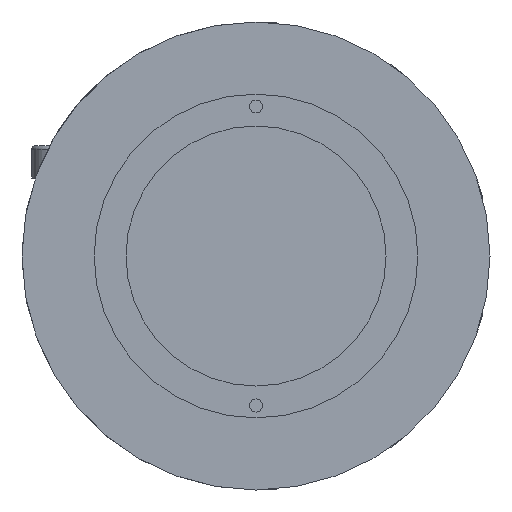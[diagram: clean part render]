
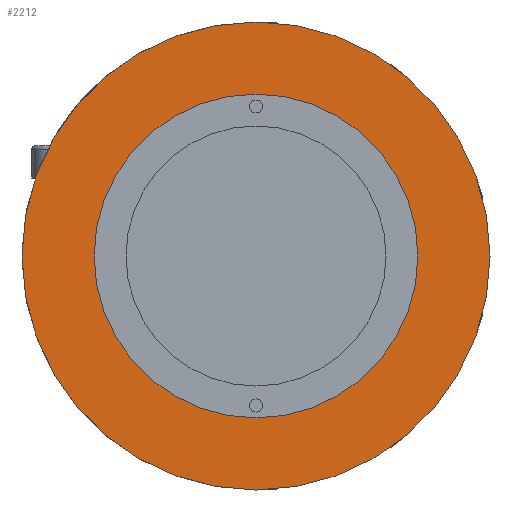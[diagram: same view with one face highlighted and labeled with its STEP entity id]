
A CAD part, left-side view. The second image highlights one B-rep face of the part: STEP entity #2212.
In plain terms, the highlighted planar face has unit normal (-1, 0, 0).
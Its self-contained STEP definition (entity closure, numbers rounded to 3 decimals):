
#7 = ORIENTED_EDGE ( 'NONE', *, *, #3018, .F. ) ;
#43 = DIRECTION ( 'NONE',  ( 0., 0., 1. ) ) ;
#103 = AXIS2_PLACEMENT_3D ( 'NONE', #2506, #1095, #1669 ) ;
#228 = EDGE_LOOP ( 'NONE', ( #1200, #2357 ) ) ;
#245 = AXIS2_PLACEMENT_3D ( 'NONE', #2263, #696, #43 ) ;
#320 = CARTESIAN_POINT ( 'NONE',  ( 0., 18., 0. ) ) ;
#331 = PLANE ( 'NONE',  #1317 ) ;
#567 = DIRECTION ( 'NONE',  ( 0., 0., -1. ) ) ;
#696 = DIRECTION ( 'NONE',  ( -1., 0., 0. ) ) ;
#843 = CARTESIAN_POINT ( 'NONE',  ( 0., 0., 0. ) ) ;
#924 = VERTEX_POINT ( 'NONE', #2330 ) ;
#1061 = EDGE_CURVE ( 'NONE', #2386, #3014, #1702, .T. ) ;
#1072 = DIRECTION ( 'NONE',  ( -1., 0., 0. ) ) ;
#1078 = DIRECTION ( 'NONE',  ( 0., 0., 1. ) ) ;
#1088 = AXIS2_PLACEMENT_3D ( 'NONE', #843, #2497, #1078 ) ;
#1095 = DIRECTION ( 'NONE',  ( -1., 0., 0. ) ) ;
#1200 = ORIENTED_EDGE ( 'NONE', *, *, #2819, .T. ) ;
#1317 = AXIS2_PLACEMENT_3D ( 'NONE', #320, #2000, #567 ) ;
#1531 = CIRCLE ( 'NONE', #2676, 12.45 ) ;
#1651 = ORIENTED_EDGE ( 'NONE', *, *, #1061, .F. ) ;
#1669 = DIRECTION ( 'NONE',  ( 0., 0., 1. ) ) ;
#1702 = CIRCLE ( 'NONE', #245, 12.45 ) ;
#1792 = FACE_BOUND ( 'NONE', #2571, .T. ) ;
#1823 = CARTESIAN_POINT ( 'NONE',  ( 0., 0., -18. ) ) ;
#1897 = EDGE_CURVE ( 'NONE', #1977, #924, #2298, .T. ) ;
#1977 = VERTEX_POINT ( 'NONE', #1823 ) ;
#2000 = DIRECTION ( 'NONE',  ( 1., 0., 0. ) ) ;
#2134 = CIRCLE ( 'NONE', #103, 18. ) ;
#2212 = ADVANCED_FACE ( 'NONE', ( #1792, #2402 ), #331, .F. ) ;
#2263 = CARTESIAN_POINT ( 'NONE',  ( 0., 0., 0. ) ) ;
#2298 = CIRCLE ( 'NONE', #1088, 18. ) ;
#2303 = CARTESIAN_POINT ( 'NONE',  ( 0., 0., 12.45 ) ) ;
#2330 = CARTESIAN_POINT ( 'NONE',  ( 0., 0., 18. ) ) ;
#2357 = ORIENTED_EDGE ( 'NONE', *, *, #1897, .T. ) ;
#2386 = VERTEX_POINT ( 'NONE', #2303 ) ;
#2402 = FACE_OUTER_BOUND ( 'NONE', #228, .T. ) ;
#2488 = CARTESIAN_POINT ( 'NONE',  ( 0., 0., 0. ) ) ;
#2497 = DIRECTION ( 'NONE',  ( -1., 0., 0. ) ) ;
#2506 = CARTESIAN_POINT ( 'NONE',  ( 0., 0., 0. ) ) ;
#2571 = EDGE_LOOP ( 'NONE', ( #1651, #7 ) ) ;
#2676 = AXIS2_PLACEMENT_3D ( 'NONE', #2488, #1072, #2723 ) ;
#2710 = CARTESIAN_POINT ( 'NONE',  ( 0., 0., -12.45 ) ) ;
#2723 = DIRECTION ( 'NONE',  ( 0., 0., 1. ) ) ;
#2819 = EDGE_CURVE ( 'NONE', #924, #1977, #2134, .T. ) ;
#3014 = VERTEX_POINT ( 'NONE', #2710 ) ;
#3018 = EDGE_CURVE ( 'NONE', #3014, #2386, #1531, .T. ) ;
